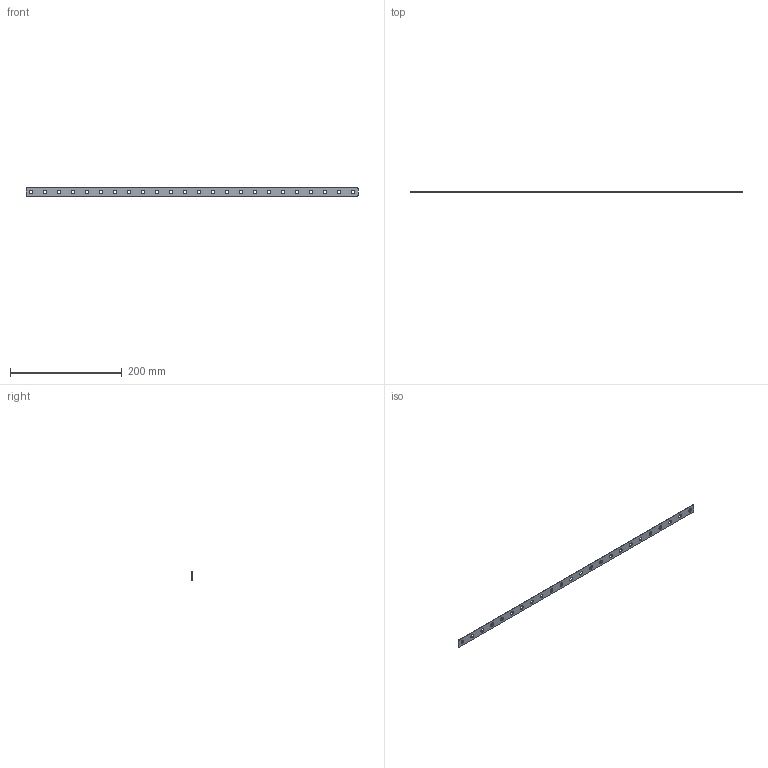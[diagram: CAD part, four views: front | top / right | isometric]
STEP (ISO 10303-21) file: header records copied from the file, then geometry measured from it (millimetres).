
FILE_DESCRIPTION (( 'STEP AP203' ), '1' );
FILE_NAME ('20-02-1919.STEP', '2013-05-27T06:18:56', ( 'asennus' ), ( '' ), 'SwSTEP 2.0', 'SolidWorks 2013', '' );
FILE_SCHEMA (( 'CONFIG_CONTROL_DESIGN' ));
Length unit declared in the file: millimetre
Products named in the file (1): 20-02-1919
Bounding box: 593 x 1.25 x 16 mm (x, y, z)
Volume: 10701.2 mm3; surface area: 19299.8 mm2
Topology: 1 solids, 1 shells, 58 faces, 168 edges, 112 vertices
Faces by surface type: cylinder 52, plane 6
Entity records: 2149 total; most frequent: DIRECTION 390, CARTESIAN_POINT 339, ORIENTED_EDGE 336, EDGE_CURVE 168, AXIS2_PLACEMENT_3D 163, VERTEX_POINT 112, EDGE_LOOP 106, CIRCLE 104
